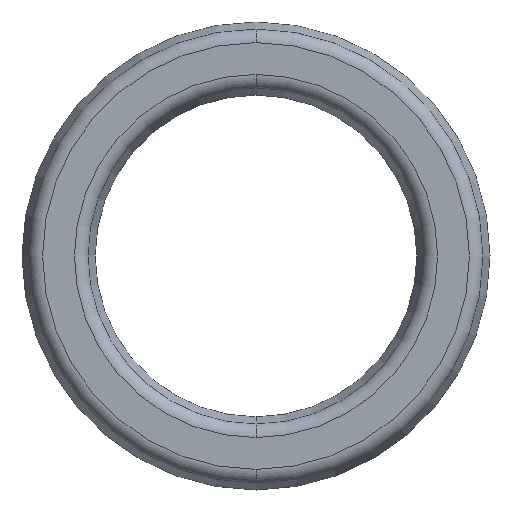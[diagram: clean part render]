
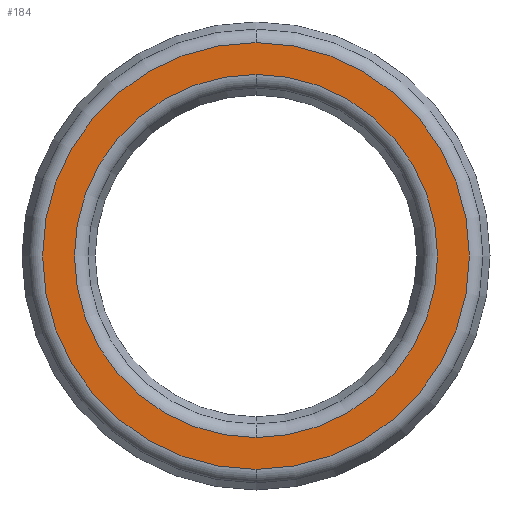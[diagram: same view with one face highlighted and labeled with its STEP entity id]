
A CAD part, front view. The second image highlights one B-rep face of the part: STEP entity #184.
In plain terms, the highlighted planar face has unit normal (0, -1, 0).
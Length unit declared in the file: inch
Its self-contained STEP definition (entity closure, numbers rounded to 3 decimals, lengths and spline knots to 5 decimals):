
#5 = DIRECTION ( 'NONE',  ( 0., 0., -1. ) ) ;
#47 = CARTESIAN_POINT ( 'NONE',  ( 0.844, -0.25, 0.77599 ) ) ;
#75 = VERTEX_POINT ( 'NONE', #195 ) ;
#92 = CIRCLE ( 'NONE', #532, 0.77599 ) ;
#122 = EDGE_LOOP ( 'NONE', ( #432, #541 ) ) ;
#133 = AXIS2_PLACEMENT_3D ( 'NONE', #425, #501, #560 ) ;
#139 = EDGE_CURVE ( 'NONE', #75, #482, #577, .T. ) ;
#145 = CIRCLE ( 'NONE', #521, 0.91201 ) ;
#153 = EDGE_CURVE ( 'NONE', #505, #384, #145, .T. ) ;
#154 = DIRECTION ( 'NONE',  ( 0., 1., 0. ) ) ;
#164 = DIRECTION ( 'NONE',  ( 0., 1., 0. ) ) ;
#172 = EDGE_CURVE ( 'NONE', #384, #505, #540, .T. ) ;
#183 = EDGE_CURVE ( 'NONE', #482, #75, #92, .T. ) ;
#184 = ADVANCED_FACE ( 'NONE', ( #217, #354 ), #527, .T. ) ;
#195 = CARTESIAN_POINT ( 'NONE',  ( 0.844, -0.25, -0.77599 ) ) ;
#217 = FACE_OUTER_BOUND ( 'NONE', #122, .T. ) ;
#273 = DIRECTION ( 'NONE',  ( 0., 0., -1. ) ) ;
#275 = ORIENTED_EDGE ( 'NONE', *, *, #139, .T. ) ;
#277 = AXIS2_PLACEMENT_3D ( 'NONE', #569, #164, #273 ) ;
#302 = ORIENTED_EDGE ( 'NONE', *, *, #183, .T. ) ;
#308 = DIRECTION ( 'NONE',  ( 0., -1., 0. ) ) ;
#340 = CARTESIAN_POINT ( 'NONE',  ( 0.844, -0.25, -0.91201 ) ) ;
#354 = FACE_BOUND ( 'NONE', #511, .T. ) ;
#375 = DIRECTION ( 'NONE',  ( 0., 0., -1. ) ) ;
#383 = AXIS2_PLACEMENT_3D ( 'NONE', #607, #308, #375 ) ;
#384 = VERTEX_POINT ( 'NONE', #528 ) ;
#403 = DIRECTION ( 'NONE',  ( 0., 0., -1. ) ) ;
#415 = DIRECTION ( 'NONE',  ( 0., -1., 0. ) ) ;
#425 = CARTESIAN_POINT ( 'NONE',  ( -0.10938, -0.25, 0. ) ) ;
#432 = ORIENTED_EDGE ( 'NONE', *, *, #153, .T. ) ;
#482 = VERTEX_POINT ( 'NONE', #47 ) ;
#501 = DIRECTION ( 'NONE',  ( 0., -1., 0. ) ) ;
#505 = VERTEX_POINT ( 'NONE', #340 ) ;
#511 = EDGE_LOOP ( 'NONE', ( #275, #302 ) ) ;
#513 = CARTESIAN_POINT ( 'NONE',  ( 0.844, -0.25, 0. ) ) ;
#521 = AXIS2_PLACEMENT_3D ( 'NONE', #629, #415, #403 ) ;
#527 = PLANE ( 'NONE',  #133 ) ;
#528 = CARTESIAN_POINT ( 'NONE',  ( 0.844, -0.25, 0.91201 ) ) ;
#532 = AXIS2_PLACEMENT_3D ( 'NONE', #513, #154, #5 ) ;
#540 = CIRCLE ( 'NONE', #383, 0.91201 ) ;
#541 = ORIENTED_EDGE ( 'NONE', *, *, #172, .T. ) ;
#560 = DIRECTION ( 'NONE',  ( 0., 0., -1. ) ) ;
#569 = CARTESIAN_POINT ( 'NONE',  ( 0.844, -0.25, 0. ) ) ;
#577 = CIRCLE ( 'NONE', #277, 0.77599 ) ;
#607 = CARTESIAN_POINT ( 'NONE',  ( 0.844, -0.25, 0. ) ) ;
#629 = CARTESIAN_POINT ( 'NONE',  ( 0.844, -0.25, 0. ) ) ;
